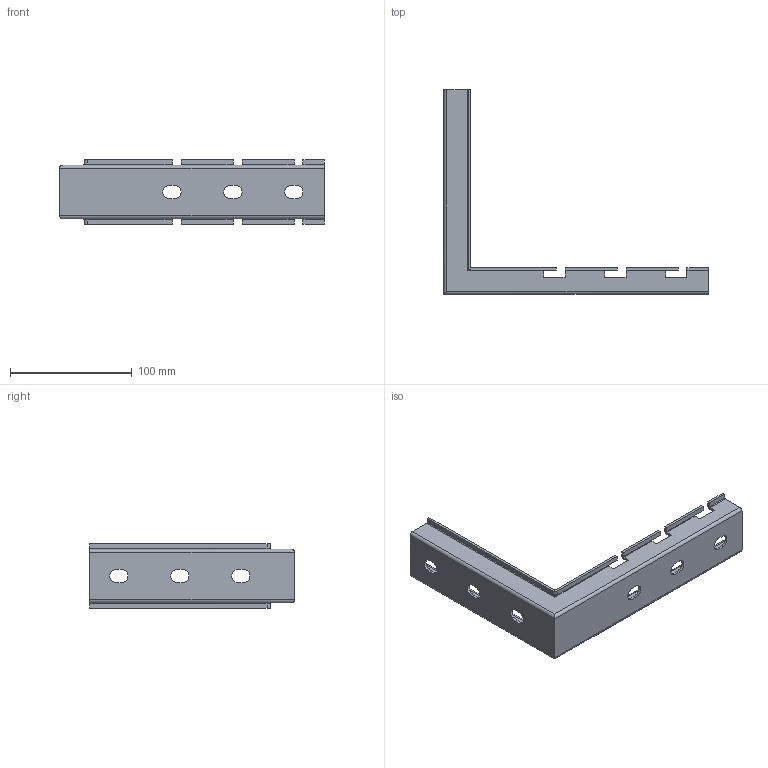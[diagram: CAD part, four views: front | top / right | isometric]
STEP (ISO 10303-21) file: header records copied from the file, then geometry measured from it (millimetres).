
FILE_DESCRIPTION (( 'STEP AP214' ), '1' );
FILE_NAME ('LC-LWB150_3D.step', '2023-05-09T16:28:59', ( '' ), ( '' ), 'SwSTEP 2.0', 'SolidWorks 2022', '' );
FILE_SCHEMA (( 'AUTOMOTIVE_DESIGN' ));
Length unit declared in the file: millimetre
Products named in the file (1): LC-LWB150_3D
Bounding box: 217 x 168 x 53 mm (x, y, z)
Volume: 63225.8 mm3; surface area: 65994.2 mm2
Topology: 1 solids, 1 shells, 165 faces, 403 edges, 234 vertices
Faces by surface type: plane 112, cylinder 45, bspline 6, sphere 2
Entity records: 5581 total; most frequent: CARTESIAN_POINT 1745, ORIENTED_EDGE 794, DIRECTION 771, EDGE_CURVE 397, VECTOR 299, LINE 299, AXIS2_PLACEMENT_3D 236, VERTEX_POINT 234
